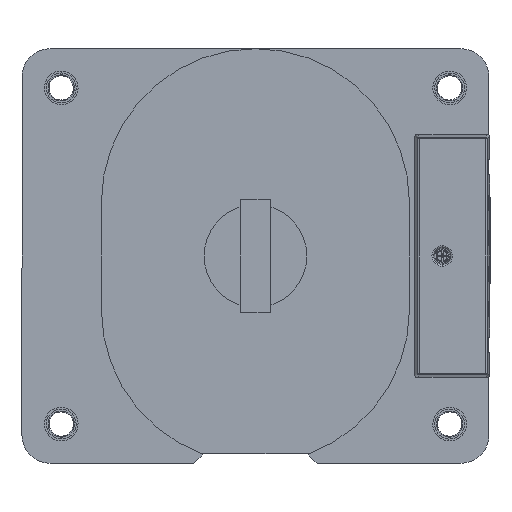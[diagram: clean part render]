
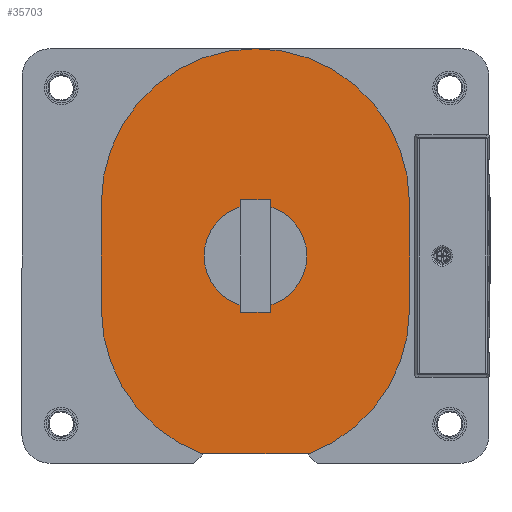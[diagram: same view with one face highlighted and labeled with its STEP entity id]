
A CAD part, left-side view. The second image highlights one B-rep face of the part: STEP entity #35703.
In plain terms, the highlighted planar face has unit normal (-1, 0, 0).
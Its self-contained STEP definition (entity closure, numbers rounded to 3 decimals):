
#5421 = CARTESIAN_POINT ( 'NONE',  ( -135., 0., -28.5 ) ) ;
#7286 = EDGE_LOOP ( 'NONE', ( #110995, #106409 ) ) ;
#7606 = AXIS2_PLACEMENT_3D ( 'NONE', #35130, #111211, #46078 ) ;
#9255 = DIRECTION ( 'NONE',  ( 0., 0., 1. ) ) ;
#10629 = DIRECTION ( 'NONE',  ( 0., 0., 1. ) ) ;
#11821 = EDGE_CURVE ( 'NONE', #101159, #55374, #22392, .T. ) ;
#14395 = VERTEX_POINT ( 'NONE', #21551 ) ;
#16456 = DIRECTION ( 'NONE',  ( 0., 0., 1. ) ) ;
#18344 = ORIENTED_EDGE ( 'NONE', *, *, #22075, .T. ) ;
#18949 = CARTESIAN_POINT ( 'NONE',  ( -135., 82.5, 28.5 ) ) ;
#21551 = CARTESIAN_POINT ( 'NONE',  ( -135., -82.5, -28.5 ) ) ;
#22075 = EDGE_CURVE ( 'NONE', #49628, #78380, #110766, .T. ) ;
#22392 = LINE ( 'NONE', #18949, #105831 ) ;
#22741 = EDGE_LOOP ( 'NONE', ( #115741, #118086, #38264, #18344, #54116, #111513 ) ) ;
#23091 = LINE ( 'NONE', #37574, #91261 ) ;
#24525 = DIRECTION ( 'NONE',  ( 0., 0., 1. ) ) ;
#26099 = DIRECTION ( 'NONE',  ( -1., 0., 0. ) ) ;
#28581 = AXIS2_PLACEMENT_3D ( 'NONE', #44125, #89721, #24525 ) ;
#29214 = EDGE_CURVE ( 'NONE', #99858, #104032, #102833, .T. ) ;
#32520 = CARTESIAN_POINT ( 'NONE',  ( -135., 82.5, 28.5 ) ) ;
#35130 = CARTESIAN_POINT ( 'NONE',  ( -135., 0., 0. ) ) ;
#35703 = ADVANCED_FACE ( 'NONE', ( #116058, #87120 ), #78842, .T. ) ;
#37574 = CARTESIAN_POINT ( 'NONE',  ( -135., -82.5, 28.5 ) ) ;
#38264 = ORIENTED_EDGE ( 'NONE', *, *, #138665, .T. ) ;
#38688 = CARTESIAN_POINT ( 'NONE',  ( -135., 0., 27.5 ) ) ;
#44125 = CARTESIAN_POINT ( 'NONE',  ( -135., 0., 28.5 ) ) ;
#46078 = DIRECTION ( 'NONE',  ( 0., 0., 1. ) ) ;
#49628 = VERTEX_POINT ( 'NONE', #83667 ) ;
#54116 = ORIENTED_EDGE ( 'NONE', *, *, #80310, .T. ) ;
#55374 = VERTEX_POINT ( 'NONE', #108889 ) ;
#59967 = DIRECTION ( 'NONE',  ( 0., 0., 1. ) ) ;
#63777 = CARTESIAN_POINT ( 'NONE',  ( -135., 0., -27.5 ) ) ;
#65311 = CIRCLE ( 'NONE', #70571, 82.5 ) ;
#70137 = CARTESIAN_POINT ( 'NONE',  ( -135., -82.5, 28.5 ) ) ;
#70571 = AXIS2_PLACEMENT_3D ( 'NONE', #139760, #74633, #9255 ) ;
#70940 = AXIS2_PLACEMENT_3D ( 'NONE', #91295, #26099, #102204 ) ;
#73100 = EDGE_CURVE ( 'NONE', #14395, #95298, #23091, .T. ) ;
#74633 = DIRECTION ( 'NONE',  ( -1., 0., 0. ) ) ;
#75966 = DIRECTION ( 'NONE',  ( -1., 0., 0. ) ) ;
#77275 = CIRCLE ( 'NONE', #112468, 82.5 ) ;
#77611 = EDGE_CURVE ( 'NONE', #95298, #101159, #77275, .T. ) ;
#78380 = VERTEX_POINT ( 'NONE', #107963 ) ;
#78842 = PLANE ( 'NONE',  #28581 ) ;
#79739 = EDGE_CURVE ( 'NONE', #104032, #99858, #98401, .T. ) ;
#80310 = EDGE_CURVE ( 'NONE', #78380, #14395, #88159, .T. ) ;
#81707 = DIRECTION ( 'NONE',  ( -1., 0., 0. ) ) ;
#83667 = CARTESIAN_POINT ( 'NONE',  ( -135., 28.284, -106. ) ) ;
#85455 = DIRECTION ( 'NONE',  ( 0., -1., 0. ) ) ;
#87120 = FACE_OUTER_BOUND ( 'NONE', #22741, .T. ) ;
#88159 = CIRCLE ( 'NONE', #131091, 82.5 ) ;
#89721 = DIRECTION ( 'NONE',  ( -1., 0., 0. ) ) ;
#91261 = VECTOR ( 'NONE', #59967, 1000. ) ;
#91295 = CARTESIAN_POINT ( 'NONE',  ( -135., 0., 0. ) ) ;
#95298 = VERTEX_POINT ( 'NONE', #70137 ) ;
#98401 = CIRCLE ( 'NONE', #70940, 27.5 ) ;
#99858 = VERTEX_POINT ( 'NONE', #63777 ) ;
#101159 = VERTEX_POINT ( 'NONE', #32520 ) ;
#102204 = DIRECTION ( 'NONE',  ( 0., 0., 1. ) ) ;
#102833 = CIRCLE ( 'NONE', #7606, 27.5 ) ;
#104032 = VERTEX_POINT ( 'NONE', #38688 ) ;
#105831 = VECTOR ( 'NONE', #106000, 1000. ) ;
#106000 = DIRECTION ( 'NONE',  ( 0., 0., -1. ) ) ;
#106409 = ORIENTED_EDGE ( 'NONE', *, *, #79739, .F. ) ;
#107963 = CARTESIAN_POINT ( 'NONE',  ( -135., -28.284, -106. ) ) ;
#108889 = CARTESIAN_POINT ( 'NONE',  ( -135., 82.5, -28.5 ) ) ;
#110766 = LINE ( 'NONE', #116346, #139817 ) ;
#110995 = ORIENTED_EDGE ( 'NONE', *, *, #29214, .F. ) ;
#111211 = DIRECTION ( 'NONE',  ( -1., 0., 0. ) ) ;
#111513 = ORIENTED_EDGE ( 'NONE', *, *, #73100, .T. ) ;
#112468 = AXIS2_PLACEMENT_3D ( 'NONE', #141113, #75966, #10629 ) ;
#115741 = ORIENTED_EDGE ( 'NONE', *, *, #77611, .T. ) ;
#116058 = FACE_BOUND ( 'NONE', #7286, .T. ) ;
#116346 = CARTESIAN_POINT ( 'NONE',  ( -135., -28.284, -106. ) ) ;
#118086 = ORIENTED_EDGE ( 'NONE', *, *, #11821, .T. ) ;
#131091 = AXIS2_PLACEMENT_3D ( 'NONE', #5421, #81707, #16456 ) ;
#138665 = EDGE_CURVE ( 'NONE', #55374, #49628, #65311, .T. ) ;
#139760 = CARTESIAN_POINT ( 'NONE',  ( -135., 0., -28.5 ) ) ;
#139817 = VECTOR ( 'NONE', #85455, 1000. ) ;
#141113 = CARTESIAN_POINT ( 'NONE',  ( -135., 0., 28.5 ) ) ;
